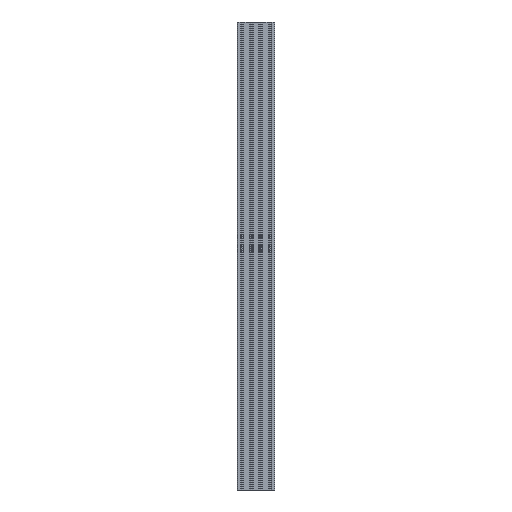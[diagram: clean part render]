
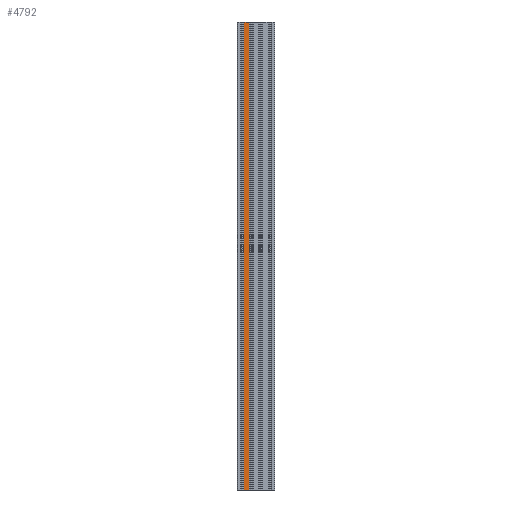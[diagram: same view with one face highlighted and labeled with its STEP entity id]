
A CAD part, left-side view. The second image highlights one B-rep face of the part: STEP entity #4792.
In plain terms, the highlighted planar face has unit normal (-1, 0, 0).
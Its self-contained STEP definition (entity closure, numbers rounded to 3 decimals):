
#177 = CARTESIAN_POINT ( 'NONE',  ( -10., 56.05, 1000. ) ) ;
#490 = CARTESIAN_POINT ( 'NONE',  ( -10., 56.05, 1000. ) ) ;
#814 = AXIS2_PLACEMENT_3D ( 'NONE', #177, #7112, #1198 ) ;
#1198 = DIRECTION ( 'NONE',  ( 0., 0., -1. ) ) ;
#1556 = EDGE_CURVE ( 'NONE', #4887, #11803, #11976, .T. ) ;
#2487 = VECTOR ( 'NONE', #8538, 1000. ) ;
#2513 = CARTESIAN_POINT ( 'NONE',  ( -10., 43.95, 1000. ) ) ;
#2623 = ORIENTED_EDGE ( 'NONE', *, *, #1556, .F. ) ;
#2630 = CARTESIAN_POINT ( 'NONE',  ( -10., 43.95, 1000. ) ) ;
#2655 = DIRECTION ( 'NONE',  ( 0., -1., 0. ) ) ;
#3305 = CARTESIAN_POINT ( 'NONE',  ( -10., 56.05, 1000. ) ) ;
#4103 = VECTOR ( 'NONE', #6952, 1000. ) ;
#4124 = ORIENTED_EDGE ( 'NONE', *, *, #6480, .F. ) ;
#4792 = ADVANCED_FACE ( 'NONE', ( #12399 ), #6112, .F. ) ;
#4887 = VERTEX_POINT ( 'NONE', #3305 ) ;
#5080 = ORIENTED_EDGE ( 'NONE', *, *, #5244, .T. ) ;
#5244 = EDGE_CURVE ( 'NONE', #4887, #7298, #11773, .T. ) ;
#5420 = VERTEX_POINT ( 'NONE', #10661 ) ;
#6112 = PLANE ( 'NONE',  #814 ) ;
#6480 = EDGE_CURVE ( 'NONE', #11803, #5420, #10364, .T. ) ;
#6952 = DIRECTION ( 'NONE',  ( 0., -1., 0. ) ) ;
#7112 = DIRECTION ( 'NONE',  ( 1., 0., 0. ) ) ;
#7298 = VERTEX_POINT ( 'NONE', #9385 ) ;
#7391 = ORIENTED_EDGE ( 'NONE', *, *, #7422, .T. ) ;
#7422 = EDGE_CURVE ( 'NONE', #7298, #5420, #7706, .T. ) ;
#7706 = LINE ( 'NONE', #12513, #10027 ) ;
#8538 = DIRECTION ( 'NONE',  ( 0., 0., -1. ) ) ;
#9157 = VECTOR ( 'NONE', #11378, 1000. ) ;
#9287 = EDGE_LOOP ( 'NONE', ( #7391, #4124, #2623, #5080 ) ) ;
#9385 = CARTESIAN_POINT ( 'NONE',  ( -10., 56.05, 0. ) ) ;
#10027 = VECTOR ( 'NONE', #2655, 1000. ) ;
#10364 = LINE ( 'NONE', #2630, #2487 ) ;
#10661 = CARTESIAN_POINT ( 'NONE',  ( -10., 43.95, 0. ) ) ;
#10850 = CARTESIAN_POINT ( 'NONE',  ( -10., 56.05, 1000. ) ) ;
#11378 = DIRECTION ( 'NONE',  ( 0., 0., -1. ) ) ;
#11773 = LINE ( 'NONE', #490, #9157 ) ;
#11803 = VERTEX_POINT ( 'NONE', #2513 ) ;
#11976 = LINE ( 'NONE', #10850, #4103 ) ;
#12399 = FACE_OUTER_BOUND ( 'NONE', #9287, .T. ) ;
#12513 = CARTESIAN_POINT ( 'NONE',  ( -10., 56.05, 0. ) ) ;
